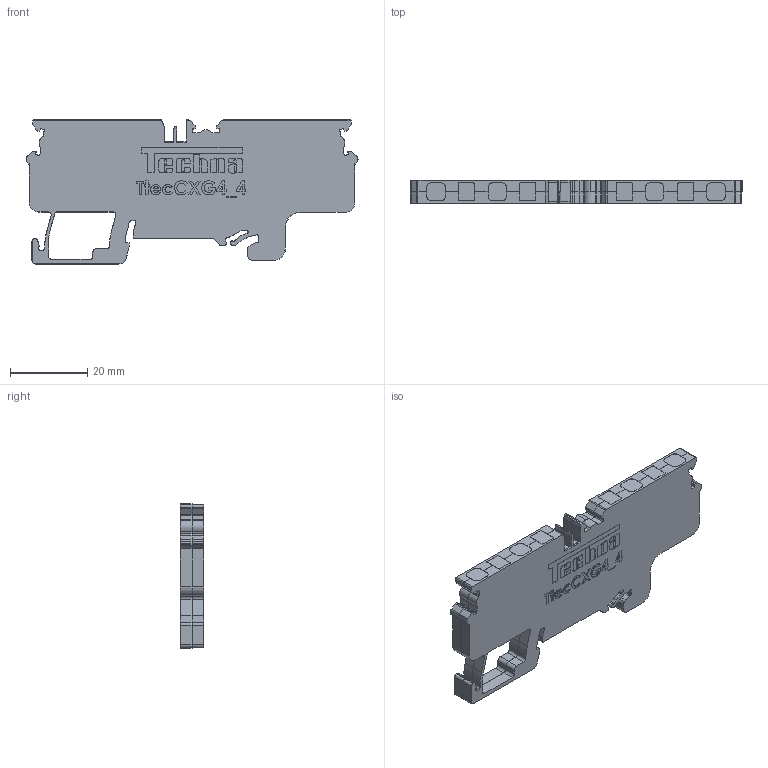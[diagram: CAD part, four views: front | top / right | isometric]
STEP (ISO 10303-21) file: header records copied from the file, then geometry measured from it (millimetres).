
FILE_DESCRIPTION (( 'STEP AP214' ), '1' );
FILE_NAME ('TtecCXG4_4.STEP', '2020-07-22T08:45:07', ( '' ), ( '' ), 'SwSTEP 2.0', 'SolidWorks 2020', '' );
FILE_SCHEMA (( 'AUTOMOTIVE_DESIGN' ));
Length unit declared in the file: millimetre
Products named in the file (1): TtecCXG4_4
Bounding box: 86.2 x 6 x 37.4 mm (x, y, z)
Volume: 14162.2 mm3; surface area: 7127.1 mm2
Topology: 1 solids, 1 shells, 1001 faces, 2868 edges, 1912 vertices
Faces by surface type: plane 575, cylinder 356, bspline 70
Entity records: 45431 total; most frequent: CARTESIAN_POINT 10316, ORIENTED_EDGE 5736, DIRECTION 5304, EDGE_CURVE 2868, VECTOR 2016, LINE 2016, VERTEX_POINT 1912, AXIS2_PLACEMENT_3D 1644
